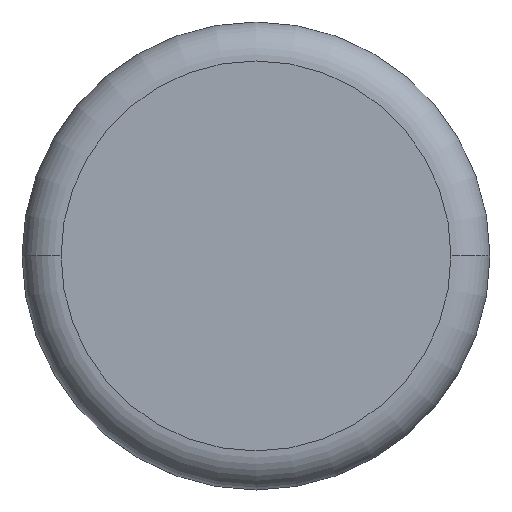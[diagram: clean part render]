
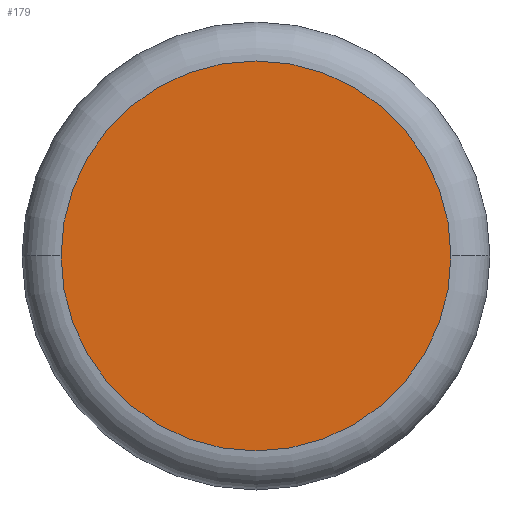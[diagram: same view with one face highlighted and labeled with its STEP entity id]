
A CAD part, top view. The second image highlights one B-rep face of the part: STEP entity #179.
In plain terms, the highlighted planar face has unit normal (0, 0, 1).
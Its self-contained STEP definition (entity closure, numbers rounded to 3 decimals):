
#12 = VERTEX_POINT ( 'NONE', #467 ) ;
#34 = EDGE_CURVE ( 'NONE', #106, #12, #387, .T. ) ;
#106 = VERTEX_POINT ( 'NONE', #658 ) ;
#177 = ORIENTED_EDGE ( 'NONE', *, *, #34, .F. ) ;
#178 = ORIENTED_EDGE ( 'NONE', *, *, #202, .F. ) ;
#179 = ADVANCED_FACE ( 'NONE', ( #187 ), #860, .F. ) ;
#187 = FACE_OUTER_BOUND ( 'NONE', #221, .T. ) ;
#202 = EDGE_CURVE ( 'NONE', #12, #106, #939, .T. ) ;
#221 = EDGE_LOOP ( 'NONE', ( #177, #178 ) ) ;
#348 = AXIS2_PLACEMENT_3D ( 'NONE', #383, #382, #381 ) ;
#381 = DIRECTION ( 'NONE',  ( -1., 0., 0. ) ) ;
#382 = DIRECTION ( 'NONE',  ( 0., 0., -1. ) ) ;
#383 = CARTESIAN_POINT ( 'NONE',  ( 0., 0., 27.5 ) ) ;
#387 = CIRCLE ( 'NONE', #348, 5. ) ;
#467 = CARTESIAN_POINT ( 'NONE',  ( 5., 0., 27.5 ) ) ;
#658 = CARTESIAN_POINT ( 'NONE',  ( -5., 0., 27.5 ) ) ;
#850 = DIRECTION ( 'NONE',  ( -1., 0., 0. ) ) ;
#851 = DIRECTION ( 'NONE',  ( 0., 0., -1. ) ) ;
#852 = CARTESIAN_POINT ( 'NONE',  ( 0., 0., 27.5 ) ) ;
#853 = AXIS2_PLACEMENT_3D ( 'NONE', #852, #851, #850 ) ;
#858 = AXIS2_PLACEMENT_3D ( 'NONE', #938, #937, #936 ) ;
#860 = PLANE ( 'NONE',  #853 ) ;
#936 = DIRECTION ( 'NONE',  ( -1., 0., 0. ) ) ;
#937 = DIRECTION ( 'NONE',  ( 0., 0., -1. ) ) ;
#938 = CARTESIAN_POINT ( 'NONE',  ( 0., 0., 27.5 ) ) ;
#939 = CIRCLE ( 'NONE', #858, 5. ) ;
